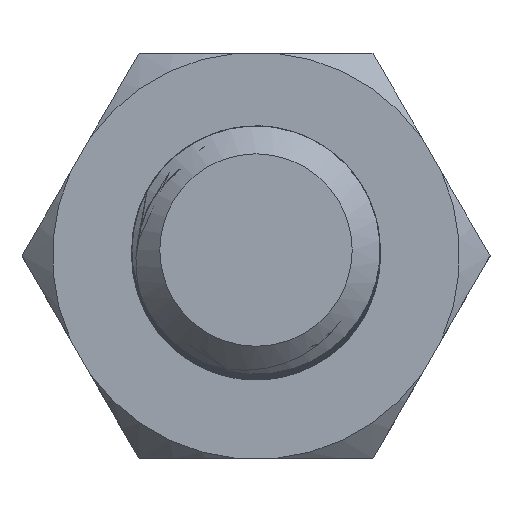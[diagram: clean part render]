
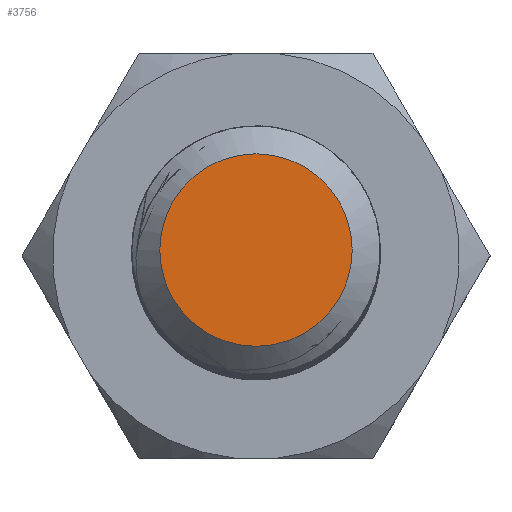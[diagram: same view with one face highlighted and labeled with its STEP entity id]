
A CAD part, top view. The second image highlights one B-rep face of the part: STEP entity #3756.
In plain terms, the highlighted planar face has unit normal (0, 0, 1).
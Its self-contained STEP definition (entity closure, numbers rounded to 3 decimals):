
#67=PLANE('',#4001);
#88=CIRCLE('',#4000,1.9);
#298=FACE_OUTER_BOUND('',#510,.T.);
#510=EDGE_LOOP('',(#3339));
#1622=VERTEX_POINT('',#15356);
#2200=EDGE_CURVE('',#1622,#1622,#88,.T.);
#3339=ORIENTED_EDGE('',*,*,#2200,.F.);
#3756=ADVANCED_FACE('',(#298),#67,.T.);
#4000=AXIS2_PLACEMENT_3D('',#15357,#4664,#4665);
#4001=AXIS2_PLACEMENT_3D('',#15359,#4667,#4668);
#4664=DIRECTION('center_axis',(0.,0.,-1.));
#4665=DIRECTION('ref_axis',(1.,0.,0.));
#4667=DIRECTION('center_axis',(0.,0.,1.));
#4668=DIRECTION('ref_axis',(1.,0.,0.));
#15356=CARTESIAN_POINT('',(-1.9,0.,69.));
#15357=CARTESIAN_POINT('Origin',(0.,0.,69.));
#15359=CARTESIAN_POINT('Origin',(0.,0.,69.));
